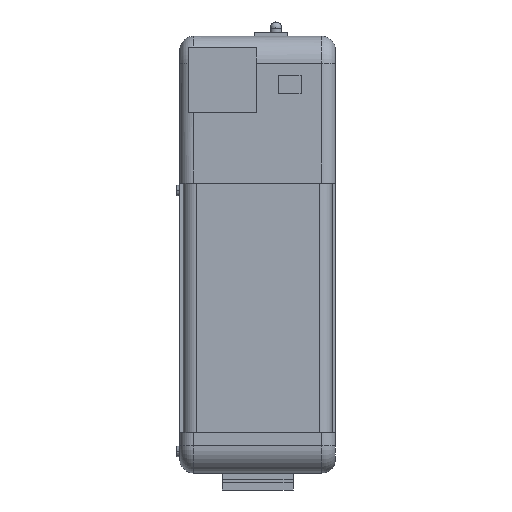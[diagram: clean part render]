
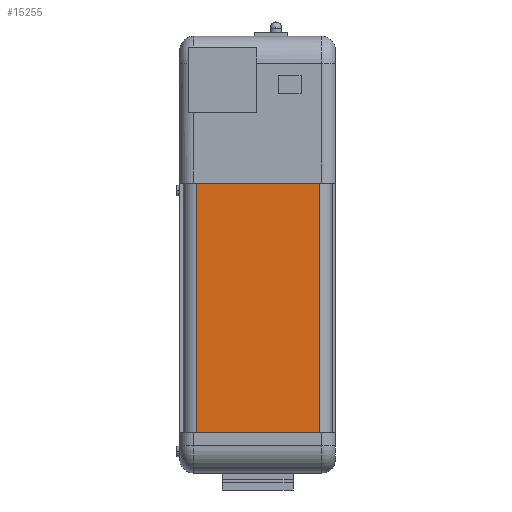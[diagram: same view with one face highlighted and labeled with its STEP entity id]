
A CAD part, front view. The second image highlights one B-rep face of the part: STEP entity #15255.
In plain terms, the highlighted planar face has unit normal (0, -1, 0).
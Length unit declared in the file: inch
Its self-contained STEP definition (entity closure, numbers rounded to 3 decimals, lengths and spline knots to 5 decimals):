
#1157 = VERTEX_POINT ( 'NONE', #8705 ) ;
#1240 = AXIS2_PLACEMENT_3D ( 'NONE', #3824, #12451, #5069 ) ;
#1821 = DIRECTION ( 'NONE',  ( 0., 0., -1. ) ) ;
#2068 = CARTESIAN_POINT ( 'NONE',  ( -0.5625, -2.9225, 0.655 ) ) ;
#2142 = VERTEX_POINT ( 'NONE', #11871 ) ;
#2176 = VECTOR ( 'NONE', #11377, 39.37008 ) ;
#2314 = ORIENTED_EDGE ( 'NONE', *, *, #11162, .F. ) ;
#2953 = CARTESIAN_POINT ( 'NONE',  ( 0.5625, -2.9225, 0.655 ) ) ;
#3278 = ORIENTED_EDGE ( 'NONE', *, *, #12188, .T. ) ;
#3824 = CARTESIAN_POINT ( 'NONE',  ( 0.5625, -2.9225, 0.655 ) ) ;
#4822 = DIRECTION ( 'NONE',  ( -1., 0., 0. ) ) ;
#5069 = DIRECTION ( 'NONE',  ( 0., 0., -1. ) ) ;
#5174 = FACE_OUTER_BOUND ( 'NONE', #6131, .T. ) ;
#5240 = VECTOR ( 'NONE', #1821, 39.37008 ) ;
#5265 = CARTESIAN_POINT ( 'NONE',  ( 0.5625, -2.9225, 0.655 ) ) ;
#5289 = EDGE_CURVE ( 'NONE', #1157, #6533, #14392, .T. ) ;
#5347 = LINE ( 'NONE', #12207, #11898 ) ;
#5842 = EDGE_CURVE ( 'NONE', #2142, #5931, #5347, .T. ) ;
#5931 = VERTEX_POINT ( 'NONE', #10976 ) ;
#6131 = EDGE_LOOP ( 'NONE', ( #14773, #2314, #7463, #3278 ) ) ;
#6278 = PLANE ( 'NONE',  #1240 ) ;
#6533 = VERTEX_POINT ( 'NONE', #2068 ) ;
#7463 = ORIENTED_EDGE ( 'NONE', *, *, #5289, .T. ) ;
#7959 = CARTESIAN_POINT ( 'NONE',  ( -0.5625, -2.9225, 0.655 ) ) ;
#8504 = LINE ( 'NONE', #7959, #5240 ) ;
#8705 = CARTESIAN_POINT ( 'NONE',  ( 0.5625, -2.9225, 0.655 ) ) ;
#10733 = VECTOR ( 'NONE', #12788, 39.37008 ) ;
#10976 = CARTESIAN_POINT ( 'NONE',  ( -0.5625, -2.9225, -1.63 ) ) ;
#11162 = EDGE_CURVE ( 'NONE', #1157, #2142, #14867, .T. ) ;
#11377 = DIRECTION ( 'NONE',  ( 0., 0., -1. ) ) ;
#11871 = CARTESIAN_POINT ( 'NONE',  ( 0.5625, -2.9225, -1.63 ) ) ;
#11898 = VECTOR ( 'NONE', #4822, 39.37008 ) ;
#12188 = EDGE_CURVE ( 'NONE', #6533, #5931, #8504, .T. ) ;
#12207 = CARTESIAN_POINT ( 'NONE',  ( 0.5625, -2.9225, -1.63 ) ) ;
#12451 = DIRECTION ( 'NONE',  ( 0., -1., 0. ) ) ;
#12788 = DIRECTION ( 'NONE',  ( -1., 0., 0. ) ) ;
#14392 = LINE ( 'NONE', #2953, #10733 ) ;
#14773 = ORIENTED_EDGE ( 'NONE', *, *, #5842, .F. ) ;
#14867 = LINE ( 'NONE', #5265, #2176 ) ;
#15255 = ADVANCED_FACE ( 'NONE', ( #5174 ), #6278, .T. ) ;
